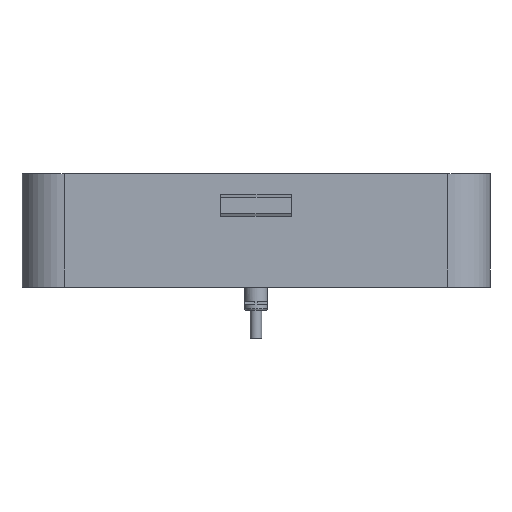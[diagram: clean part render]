
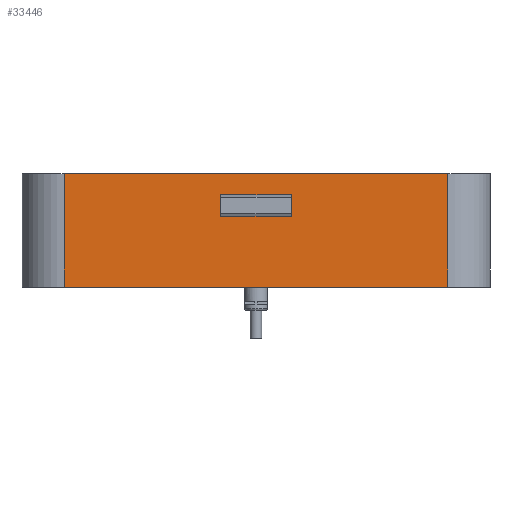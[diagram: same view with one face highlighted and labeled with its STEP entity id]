
A CAD part, front view. The second image highlights one B-rep face of the part: STEP entity #33446.
In plain terms, the highlighted planar face has unit normal (0, -1, 0).
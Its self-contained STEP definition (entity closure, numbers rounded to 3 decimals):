
#109 = ORIENTED_EDGE ( 'NONE', *, *, #5024, .F. ) ;
#163 = EDGE_LOOP ( 'NONE', ( #109, #3338, #24484, #17974, #15125, #15348, #19049, #9655 ) ) ;
#797 = ORIENTED_EDGE ( 'NONE', *, *, #29498, .F. ) ;
#894 = B_SPLINE_CURVE_WITH_KNOTS ( 'NONE', 3,
 ( #30086, #32130, #24497, #27074 ),
 .UNSPECIFIED., .F., .F.,
 ( 4, 4 ),
 ( 0., 1. ),
 .UNSPECIFIED. ) ;
#954 = DIRECTION ( 'NONE',  ( 1., 0., 0. ) ) ;
#1311 = DIRECTION ( 'NONE',  ( 0., -1., 0. ) ) ;
#2580 = EDGE_CURVE ( 'NONE', #25982, #20904, #21583, .T. ) ;
#3128 = DIRECTION ( 'NONE',  ( -1., 0., 0. ) ) ;
#3284 = EDGE_CURVE ( 'NONE', #15291, #30366, #894, .T. ) ;
#3338 = ORIENTED_EDGE ( 'NONE', *, *, #31406, .T. ) ;
#3630 = VERTEX_POINT ( 'NONE', #17145 ) ;
#3868 = FACE_OUTER_BOUND ( 'NONE', #26078, .T. ) ;
#4095 = VERTEX_POINT ( 'NONE', #30723 ) ;
#4117 = VECTOR ( 'NONE', #954, 1000. ) ;
#4297 = LINE ( 'NONE', #8872, #5805 ) ;
#4458 = AXIS2_PLACEMENT_3D ( 'NONE', #12309, #1311, #12137 ) ;
#5024 = EDGE_CURVE ( 'NONE', #4095, #30366, #31847, .T. ) ;
#5677 = CARTESIAN_POINT ( 'NONE',  ( -12.5, -15., -7.5 ) ) ;
#5805 = VECTOR ( 'NONE', #9379, 1000. ) ;
#5891 = VERTEX_POINT ( 'NONE', #10618 ) ;
#5989 = LINE ( 'NONE', #26337, #25809 ) ;
#6355 = CARTESIAN_POINT ( 'NONE',  ( 12.5, -15., -7.602 ) ) ;
#6565 = CARTESIAN_POINT ( 'NONE',  ( 12.475, -15., -7.5 ) ) ;
#6724 = FACE_BOUND ( 'NONE', #163, .T. ) ;
#7390 = CARTESIAN_POINT ( 'NONE',  ( 67.5, -15., -40. ) ) ;
#7636 = CARTESIAN_POINT ( 'NONE',  ( 12.4, -15., -7.5 ) ) ;
#8104 = EDGE_CURVE ( 'NONE', #3630, #14959, #23784, .T. ) ;
#8642 = DIRECTION ( 'NONE',  ( 1., 0., 0. ) ) ;
#8658 = EDGE_CURVE ( 'NONE', #32938, #9955, #25406, .T. ) ;
#8688 = CARTESIAN_POINT ( 'NONE',  ( 12.5, -15., -14.898 ) ) ;
#8737 = DIRECTION ( 'NONE',  ( 0., 0., 1. ) ) ;
#8872 = CARTESIAN_POINT ( 'NONE',  ( -67.5, -15., 0. ) ) ;
#9379 = DIRECTION ( 'NONE',  ( 1., 0., 0. ) ) ;
#9655 = ORIENTED_EDGE ( 'NONE', *, *, #3284, .T. ) ;
#9955 = VERTEX_POINT ( 'NONE', #6355 ) ;
#10227 = VERTEX_POINT ( 'NONE', #29417 ) ;
#10238 = CARTESIAN_POINT ( 'NONE',  ( -12.475, -15., -7.5 ) ) ;
#10618 = CARTESIAN_POINT ( 'NONE',  ( -67.5, -15., 0. ) ) ;
#11811 = CARTESIAN_POINT ( 'NONE',  ( 12.4, -15., -7.5 ) ) ;
#12137 = DIRECTION ( 'NONE',  ( 1., 0., 0. ) ) ;
#12142 = CARTESIAN_POINT ( 'NONE',  ( 67.5, -15., 0. ) ) ;
#12309 = CARTESIAN_POINT ( 'NONE',  ( -67.5, -15., -40. ) ) ;
#13469 = CARTESIAN_POINT ( 'NONE',  ( -12.5, -15., -14.974 ) ) ;
#13505 = VECTOR ( 'NONE', #31758, 1000. ) ;
#13730 = ORIENTED_EDGE ( 'NONE', *, *, #21902, .T. ) ;
#13829 = VERTEX_POINT ( 'NONE', #18460 ) ;
#14959 = VERTEX_POINT ( 'NONE', #21418 ) ;
#15125 = ORIENTED_EDGE ( 'NONE', *, *, #28759, .F. ) ;
#15291 = VERTEX_POINT ( 'NONE', #8688 ) ;
#15348 = ORIENTED_EDGE ( 'NONE', *, *, #8658, .T. ) ;
#15436 = EDGE_CURVE ( 'NONE', #15291, #9955, #17793, .T. ) ;
#15992 = CARTESIAN_POINT ( 'NONE',  ( -12.475, -15., -15. ) ) ;
#16598 = CARTESIAN_POINT ( 'NONE',  ( 12.4, -15., -15. ) ) ;
#16715 = CARTESIAN_POINT ( 'NONE',  ( 12.5, -15., -7.602 ) ) ;
#16942 = B_SPLINE_CURVE_WITH_KNOTS ( 'NONE', 3,
 ( #25659, #33412, #10238, #28347 ),
 .UNSPECIFIED., .F., .F.,
 ( 4, 4 ),
 ( 0., 1. ),
 .UNSPECIFIED. ) ;
#17145 = CARTESIAN_POINT ( 'NONE',  ( -12.5, -15., -7.602 ) ) ;
#17793 = LINE ( 'NONE', #30868, #24529 ) ;
#17974 = ORIENTED_EDGE ( 'NONE', *, *, #31638, .T. ) ;
#18460 = CARTESIAN_POINT ( 'NONE',  ( -67.5, -15., -40. ) ) ;
#18922 = ORIENTED_EDGE ( 'NONE', *, *, #2580, .T. ) ;
#19049 = ORIENTED_EDGE ( 'NONE', *, *, #15436, .F. ) ;
#19181 = DIRECTION ( 'NONE',  ( 0., 0., -1. ) ) ;
#20904 = VERTEX_POINT ( 'NONE', #12142 ) ;
#21242 = CARTESIAN_POINT ( 'NONE',  ( -12.5, -15., -14.898 ) ) ;
#21265 = LINE ( 'NONE', #26865, #23020 ) ;
#21418 = CARTESIAN_POINT ( 'NONE',  ( -12.5, -15., -14.898 ) ) ;
#21583 = LINE ( 'NONE', #29388, #13505 ) ;
#21590 = LINE ( 'NONE', #31937, #4117 ) ;
#21902 = EDGE_CURVE ( 'NONE', #13829, #25982, #21590, .T. ) ;
#21943 = EDGE_CURVE ( 'NONE', #13829, #5891, #21265, .T. ) ;
#22105 = CARTESIAN_POINT ( 'NONE',  ( 12.5, -15., -7.526 ) ) ;
#22449 = VECTOR ( 'NONE', #8642, 1000. ) ;
#23020 = VECTOR ( 'NONE', #8737, 1000. ) ;
#23229 = DIRECTION ( 'NONE',  ( 0., 0., 1. ) ) ;
#23381 = CARTESIAN_POINT ( 'NONE',  ( 12.5, -15., -15. ) ) ;
#23784 = LINE ( 'NONE', #5677, #26284 ) ;
#24484 = ORIENTED_EDGE ( 'NONE', *, *, #8104, .F. ) ;
#24497 = CARTESIAN_POINT ( 'NONE',  ( 12.475, -15., -15. ) ) ;
#24529 = VECTOR ( 'NONE', #23229, 1000. ) ;
#25406 = B_SPLINE_CURVE_WITH_KNOTS ( 'NONE', 3,
 ( #11811, #6565, #22105, #16715 ),
 .UNSPECIFIED., .F., .F.,
 ( 4, 4 ),
 ( 0., 1. ),
 .UNSPECIFIED. ) ;
#25659 = CARTESIAN_POINT ( 'NONE',  ( -12.5, -15., -7.602 ) ) ;
#25809 = VECTOR ( 'NONE', #3128, 1000. ) ;
#25982 = VERTEX_POINT ( 'NONE', #7390 ) ;
#26078 = EDGE_LOOP ( 'NONE', ( #797, #27998, #13730, #18922 ) ) ;
#26284 = VECTOR ( 'NONE', #19181, 1000. ) ;
#26337 = CARTESIAN_POINT ( 'NONE',  ( 12.5, -15., -7.5 ) ) ;
#26865 = CARTESIAN_POINT ( 'NONE',  ( -67.5, -15., -40. ) ) ;
#27074 = CARTESIAN_POINT ( 'NONE',  ( 12.4, -15., -15. ) ) ;
#27998 = ORIENTED_EDGE ( 'NONE', *, *, #21943, .F. ) ;
#28293 = B_SPLINE_CURVE_WITH_KNOTS ( 'NONE', 3,
 ( #28875, #15992, #13469, #21242 ),
 .UNSPECIFIED., .F., .F.,
 ( 4, 4 ),
 ( 0., 1. ),
 .UNSPECIFIED. ) ;
#28347 = CARTESIAN_POINT ( 'NONE',  ( -12.4, -15., -7.5 ) ) ;
#28759 = EDGE_CURVE ( 'NONE', #32938, #10227, #5989, .T. ) ;
#28875 = CARTESIAN_POINT ( 'NONE',  ( -12.4, -15., -15. ) ) ;
#29388 = CARTESIAN_POINT ( 'NONE',  ( 67.5, -15., -40. ) ) ;
#29417 = CARTESIAN_POINT ( 'NONE',  ( -12.4, -15., -7.5 ) ) ;
#29498 = EDGE_CURVE ( 'NONE', #5891, #20904, #4297, .T. ) ;
#29758 = PLANE ( 'NONE',  #4458 ) ;
#30086 = CARTESIAN_POINT ( 'NONE',  ( 12.5, -15., -14.898 ) ) ;
#30366 = VERTEX_POINT ( 'NONE', #16598 ) ;
#30723 = CARTESIAN_POINT ( 'NONE',  ( -12.4, -15., -15. ) ) ;
#30868 = CARTESIAN_POINT ( 'NONE',  ( 12.5, -15., -7.5 ) ) ;
#31406 = EDGE_CURVE ( 'NONE', #4095, #14959, #28293, .T. ) ;
#31638 = EDGE_CURVE ( 'NONE', #3630, #10227, #16942, .T. ) ;
#31758 = DIRECTION ( 'NONE',  ( 0., 0., 1. ) ) ;
#31847 = LINE ( 'NONE', #23381, #22449 ) ;
#31937 = CARTESIAN_POINT ( 'NONE',  ( -67.5, -15., -40. ) ) ;
#32130 = CARTESIAN_POINT ( 'NONE',  ( 12.5, -15., -14.974 ) ) ;
#32938 = VERTEX_POINT ( 'NONE', #7636 ) ;
#33412 = CARTESIAN_POINT ( 'NONE',  ( -12.5, -15., -7.526 ) ) ;
#33446 = ADVANCED_FACE ( 'NONE', ( #3868, #6724 ), #29758, .T. ) ;
